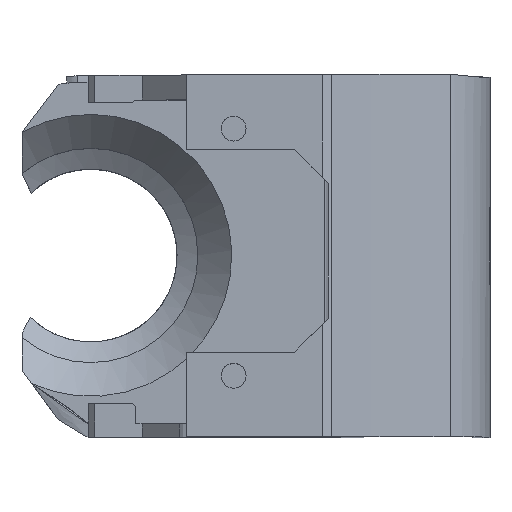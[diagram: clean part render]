
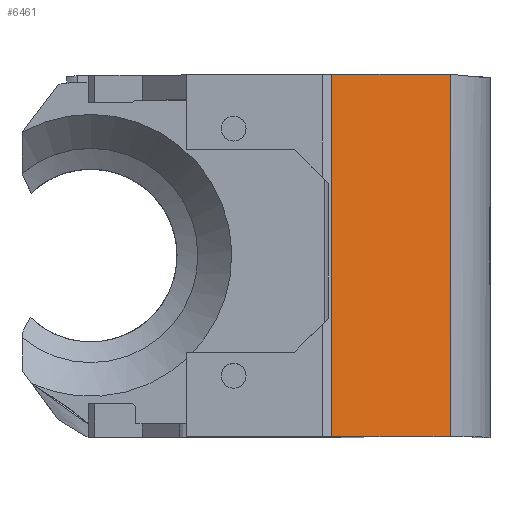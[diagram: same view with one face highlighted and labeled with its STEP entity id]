
A CAD part, top view. The second image highlights one B-rep face of the part: STEP entity #6461.
In plain terms, the highlighted cylindrical face has radius 640 mm (diameter 1280 mm), a partial arc.
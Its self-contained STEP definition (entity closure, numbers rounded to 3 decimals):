
#251=CIRCLE('',#6913,640.);
#252=CIRCLE('',#6914,640.);
#793=FACE_OUTER_BOUND('',#1159,.T.);
#1159=EDGE_LOOP('',(#5428,#5429,#5430,#5431));
#1626=LINE('',#13075,#2094);
#1627=LINE('',#13082,#2095);
#2094=VECTOR('',#7936,10.);
#2095=VECTOR('',#7945,1000.);
#3057=VERTEX_POINT('',#13072);
#3058=VERTEX_POINT('',#13074);
#3059=VERTEX_POINT('',#13078);
#3060=VERTEX_POINT('',#13080);
#3926=EDGE_CURVE('',#3057,#3058,#1626,.T.);
#3928=EDGE_CURVE('',#3058,#3059,#251,.F.);
#3929=EDGE_CURVE('',#3060,#3057,#252,.F.);
#3930=EDGE_CURVE('',#3060,#3059,#1627,.T.);
#5428=ORIENTED_EDGE('',*,*,#3928,.F.);
#5429=ORIENTED_EDGE('',*,*,#3926,.F.);
#5430=ORIENTED_EDGE('',*,*,#3929,.F.);
#5431=ORIENTED_EDGE('',*,*,#3930,.T.);
#6216=CYLINDRICAL_SURFACE('',#6912,640.);
#6461=ADVANCED_FACE('',(#793),#6216,.F.);
#6912=AXIS2_PLACEMENT_3D('',#13077,#7939,#7940);
#6913=AXIS2_PLACEMENT_3D('',#13079,#7941,#7942);
#6914=AXIS2_PLACEMENT_3D('',#13081,#7943,#7944);
#7936=DIRECTION('',(0.,-1.,0.));
#7939=DIRECTION('center_axis',(0.,-1.,0.));
#7940=DIRECTION('ref_axis',(-0.624,0.,-0.781));
#7941=DIRECTION('center_axis',(0.,-1.,0.));
#7942=DIRECTION('ref_axis',(-0.624,0.,-0.781));
#7943=DIRECTION('center_axis',(0.,1.,0.));
#7944=DIRECTION('ref_axis',(-0.624,0.,-0.781));
#7945=DIRECTION('',(0.,-1.,0.));
#13072=CARTESIAN_POINT('',(63.252,181.5,9.768));
#13074=CARTESIAN_POINT('',(63.252,128.,9.768));
#13075=CARTESIAN_POINT('',(63.252,130.,9.768));
#13077=CARTESIAN_POINT('Origin',(445.12,130.,523.36));
#13078=CARTESIAN_POINT('',(45.717,128.,23.283));
#13079=CARTESIAN_POINT('Origin',(445.12,128.,523.36));
#13080=CARTESIAN_POINT('',(45.717,181.5,23.283));
#13081=CARTESIAN_POINT('Origin',(445.12,181.5,523.36));
#13082=CARTESIAN_POINT('',(45.717,130.,23.283));
